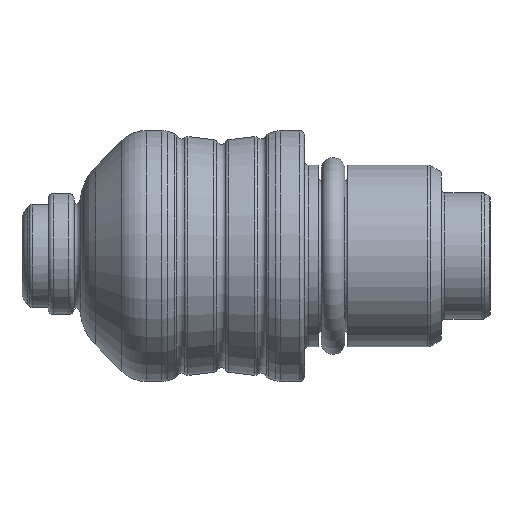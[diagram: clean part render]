
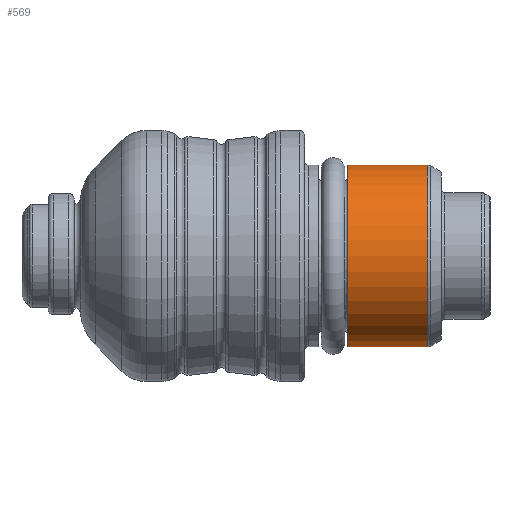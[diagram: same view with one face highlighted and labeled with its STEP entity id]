
A CAD part, top view. The second image highlights one B-rep face of the part: STEP entity #569.
In plain terms, the highlighted cylindrical face has radius 5.25 mm (diameter 10.5 mm), a full revolution.
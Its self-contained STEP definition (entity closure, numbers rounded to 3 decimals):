
#569=ADVANCED_FACE('',(#705,#706),#598,.T.);
#598=CYLINDRICAL_SURFACE('',#1653,5.25);
#705=FACE_BOUND('',#851,.T.);
#706=FACE_BOUND('',#852,.T.);
#851=EDGE_LOOP('',(#1125));
#852=EDGE_LOOP('',(#1126));
#1125=ORIENTED_EDGE('',*,*,#1370,.T.);
#1126=ORIENTED_EDGE('',*,*,#1371,.F.);
#1233=VERTEX_POINT('',#2427);
#1234=VERTEX_POINT('',#2430);
#1370=EDGE_CURVE('',#1233,#1233,#1467,.T.);
#1371=EDGE_CURVE('',#1234,#1234,#1468,.T.);
#1467=CIRCLE('',#1650,5.25);
#1468=CIRCLE('',#1652,5.25);
#1650=AXIS2_PLACEMENT_3D('',#2426,#2053,#2054);
#1652=AXIS2_PLACEMENT_3D('',#2429,#2057,#2058);
#1653=AXIS2_PLACEMENT_3D('',#2431,#2059,#2060);
#2053=DIRECTION('',(-1.,0.,0.));
#2054=DIRECTION('',(0.,0.,-1.));
#2057=DIRECTION('',(-1.,0.,0.));
#2058=DIRECTION('',(0.,0.,-1.));
#2059=DIRECTION('',(1.,0.,0.));
#2060=DIRECTION('',(0.,0.,-1.));
#2426=CARTESIAN_POINT('',(23.42,0.,0.));
#2427=CARTESIAN_POINT('',(23.42,0.,-5.25));
#2429=CARTESIAN_POINT('',(18.8,0.,0.));
#2430=CARTESIAN_POINT('',(18.8,0.,-5.25));
#2431=CARTESIAN_POINT('',(20.25,0.,0.));
